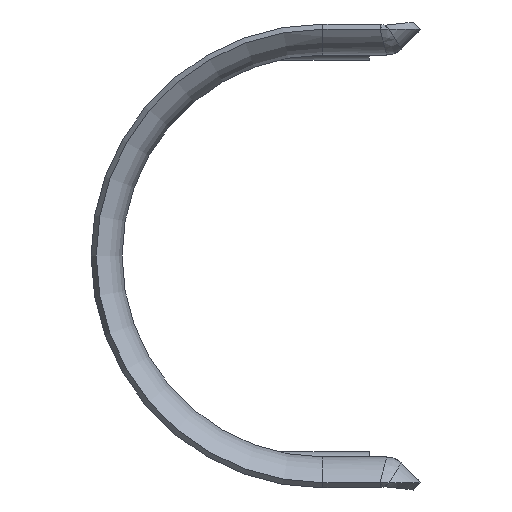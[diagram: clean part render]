
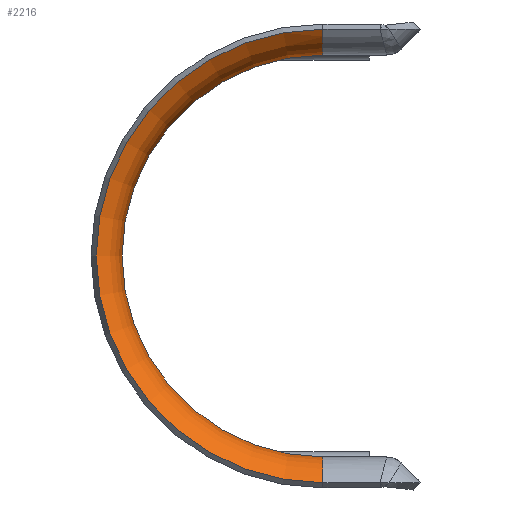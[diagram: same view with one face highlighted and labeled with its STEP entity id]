
A CAD part, left-side view. The second image highlights one B-rep face of the part: STEP entity #2216.
In plain terms, the highlighted toroidal (fillet/blend) face has major radius 24.5 mm and minor radius 5 mm.
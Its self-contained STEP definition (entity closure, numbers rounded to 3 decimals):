
#349 = AXIS2_PLACEMENT_3D ( 'NONE', #1561, #1478, #1576 ) ;
#389 = CARTESIAN_POINT ( 'NONE',  ( -99.745, 8.5, -22. ) ) ;
#452 = DIRECTION ( 'NONE',  ( 0., -1., 0. ) ) ;
#516 = CIRCLE ( 'NONE', #3128, 5. ) ;
#566 = CARTESIAN_POINT ( 'NONE',  ( -95.415, 8.5, -19.5 ) ) ;
#657 = DIRECTION ( 'NONE',  ( 0., 0., -1. ) ) ;
#658 = DIRECTION ( 'NONE',  ( 1., 0., 0. ) ) ;
#661 = CARTESIAN_POINT ( 'NONE',  ( -99.745, 8.5, 0. ) ) ;
#788 = DIRECTION ( 'NONE',  ( 0., 0., 1. ) ) ;
#915 = VERTEX_POINT ( 'NONE', #3510 ) ;
#1022 = AXIS2_PLACEMENT_3D ( 'NONE', #661, #658, #657 ) ;
#1409 = DIRECTION ( 'NONE',  ( 0., 1., 0. ) ) ;
#1453 = CARTESIAN_POINT ( 'NONE',  ( -95.415, 8.5, 24.5 ) ) ;
#1478 = DIRECTION ( 'NONE',  ( 1., 0., 0. ) ) ;
#1561 = CARTESIAN_POINT ( 'NONE',  ( -95.415, 8.5, 0. ) ) ;
#1576 = DIRECTION ( 'NONE',  ( 0., 0., -1. ) ) ;
#1653 = TOROIDAL_SURFACE ( 'NONE', #349, 24.5, 5. ) ;
#1670 = EDGE_CURVE ( 'NONE', #2485, #3337, #2132, .T. ) ;
#1695 = FACE_OUTER_BOUND ( 'NONE', #3078, .T. ) ;
#2012 = VERTEX_POINT ( 'NONE', #566 ) ;
#2061 = DIRECTION ( 'NONE',  ( 0., 0., -1. ) ) ;
#2132 = CIRCLE ( 'NONE', #1022, 22. ) ;
#2216 = ADVANCED_FACE ( 'NONE', ( #1695 ), #1653, .T. ) ;
#2218 = AXIS2_PLACEMENT_3D ( 'NONE', #1453, #452, #2321 ) ;
#2321 = DIRECTION ( 'NONE',  ( 0., 0., -1. ) ) ;
#2355 = DIRECTION ( 'NONE',  ( 1., 0., 0. ) ) ;
#2365 = CIRCLE ( 'NONE', #2218, 5. ) ;
#2386 = CARTESIAN_POINT ( 'NONE',  ( -95.415, 8.5, -24.5 ) ) ;
#2416 = CARTESIAN_POINT ( 'NONE',  ( -95.415, 8.5, 0. ) ) ;
#2452 = AXIS2_PLACEMENT_3D ( 'NONE', #2416, #2355, #2061 ) ;
#2485 = VERTEX_POINT ( 'NONE', #389 ) ;
#2972 = ORIENTED_EDGE ( 'NONE', *, *, #3588, .T. ) ;
#3013 = ORIENTED_EDGE ( 'NONE', *, *, #3300, .T. ) ;
#3078 = EDGE_LOOP ( 'NONE', ( #3013, #2972, #3675, #3322 ) ) ;
#3128 = AXIS2_PLACEMENT_3D ( 'NONE', #2386, #1409, #788 ) ;
#3258 = CARTESIAN_POINT ( 'NONE',  ( -99.745, 8.5, 22. ) ) ;
#3300 = EDGE_CURVE ( 'NONE', #2485, #2012, #516, .T. ) ;
#3322 = ORIENTED_EDGE ( 'NONE', *, *, #1670, .F. ) ;
#3337 = VERTEX_POINT ( 'NONE', #3258 ) ;
#3510 = CARTESIAN_POINT ( 'NONE',  ( -95.415, 8.5, 19.5 ) ) ;
#3588 = EDGE_CURVE ( 'NONE', #2012, #915, #3875, .T. ) ;
#3675 = ORIENTED_EDGE ( 'NONE', *, *, #3841, .F. ) ;
#3841 = EDGE_CURVE ( 'NONE', #3337, #915, #2365, .T. ) ;
#3875 = CIRCLE ( 'NONE', #2452, 19.5 ) ;
